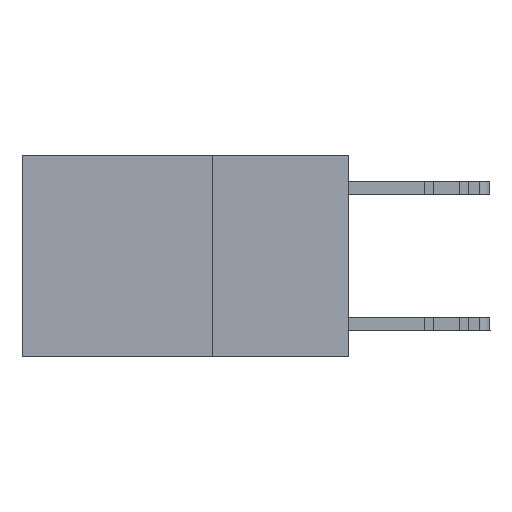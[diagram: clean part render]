
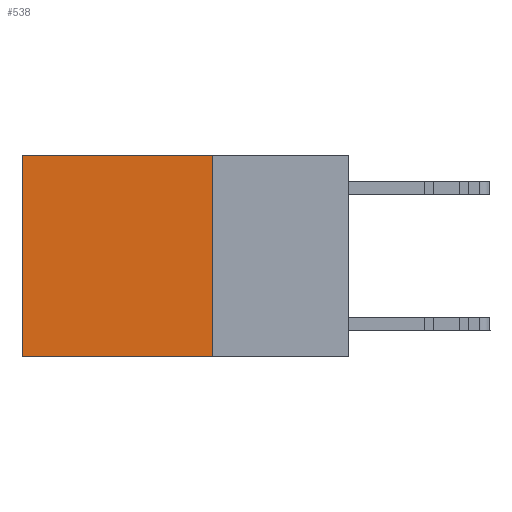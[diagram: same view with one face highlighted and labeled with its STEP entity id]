
A CAD part, left-side view. The second image highlights one B-rep face of the part: STEP entity #538.
In plain terms, the highlighted planar face has unit normal (-1, 0, 0).
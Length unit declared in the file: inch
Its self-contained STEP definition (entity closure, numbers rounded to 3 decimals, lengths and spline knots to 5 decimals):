
#362 = CARTESIAN_POINT ( 'NONE',  ( 0.2625, 0.6, -0.37 ) ) ;
#406 = EDGE_CURVE ( 'NONE', #9993, #18660, #13863, .T. ) ;
#538 = ADVANCED_FACE ( 'NONE', ( #9201 ), #5673, .F. ) ;
#5096 = DIRECTION ( 'NONE',  ( 0., 0., -1. ) ) ;
#5163 = DIRECTION ( 'NONE',  ( 1., 0., 0. ) ) ;
#5203 = CARTESIAN_POINT ( 'NONE',  ( 0.2625, 0.25, 0. ) ) ;
#5370 = VECTOR ( 'NONE', #8544, 39.37008 ) ;
#5673 = PLANE ( 'NONE',  #17790 ) ;
#5851 = CARTESIAN_POINT ( 'NONE',  ( 0.2625, 0.6, 0. ) ) ;
#6089 = LINE ( 'NONE', #8182, #5370 ) ;
#8182 = CARTESIAN_POINT ( 'NONE',  ( 0.2625, 0.25, 0. ) ) ;
#8544 = DIRECTION ( 'NONE',  ( 0., 1., 0. ) ) ;
#9201 = FACE_OUTER_BOUND ( 'NONE', #27047, .T. ) ;
#9993 = VERTEX_POINT ( 'NONE', #5851 ) ;
#11681 = CARTESIAN_POINT ( 'NONE',  ( 0.2625, 0.25, 0. ) ) ;
#13244 = VECTOR ( 'NONE', #14176, 39.37008 ) ;
#13565 = EDGE_CURVE ( 'NONE', #26122, #18660, #18007, .T. ) ;
#13863 = LINE ( 'NONE', #13933, #13244 ) ;
#13933 = CARTESIAN_POINT ( 'NONE',  ( 0.2625, 0.6, 0. ) ) ;
#14176 = DIRECTION ( 'NONE',  ( 0., 0., -1. ) ) ;
#16732 = VERTEX_POINT ( 'NONE', #11681 ) ;
#16762 = ORIENTED_EDGE ( 'NONE', *, *, #23896, .T. ) ;
#17165 = CARTESIAN_POINT ( 'NONE',  ( 0.2625, 0.25, -0.37 ) ) ;
#17790 = AXIS2_PLACEMENT_3D ( 'NONE', #5203, #5163, #5096 ) ;
#17853 = VECTOR ( 'NONE', #18002, 39.37008 ) ;
#17862 = ORIENTED_EDGE ( 'NONE', *, *, #406, .T. ) ;
#18002 = DIRECTION ( 'NONE',  ( 0., 1., 0. ) ) ;
#18007 = LINE ( 'NONE', #18487, #17853 ) ;
#18487 = CARTESIAN_POINT ( 'NONE',  ( 0.2625, 0.25, -0.37 ) ) ;
#18660 = VERTEX_POINT ( 'NONE', #362 ) ;
#21400 = ORIENTED_EDGE ( 'NONE', *, *, #13565, .F. ) ;
#21721 = ORIENTED_EDGE ( 'NONE', *, *, #23277, .F. ) ;
#23277 = EDGE_CURVE ( 'NONE', #16732, #26122, #28314, .T. ) ;
#23896 = EDGE_CURVE ( 'NONE', #16732, #9993, #6089, .T. ) ;
#24959 = DIRECTION ( 'NONE',  ( 0., 0., -1. ) ) ;
#26056 = CARTESIAN_POINT ( 'NONE',  ( 0.2625, 0.25, 0. ) ) ;
#26122 = VERTEX_POINT ( 'NONE', #17165 ) ;
#27047 = EDGE_LOOP ( 'NONE', ( #17862, #21400, #21721, #16762 ) ) ;
#27706 = VECTOR ( 'NONE', #24959, 39.37008 ) ;
#28314 = LINE ( 'NONE', #26056, #27706 ) ;
